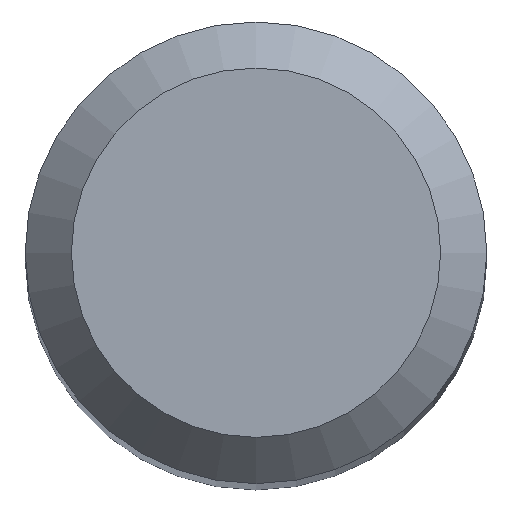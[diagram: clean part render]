
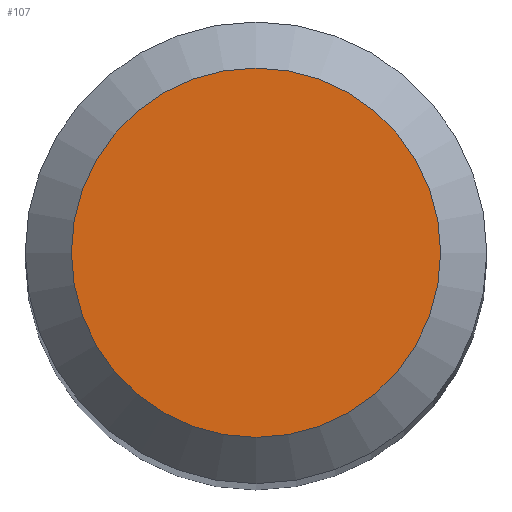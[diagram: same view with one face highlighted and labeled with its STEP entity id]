
A CAD part, top view. The second image highlights one B-rep face of the part: STEP entity #107.
In plain terms, the highlighted planar face has unit normal (0, 0, 1).
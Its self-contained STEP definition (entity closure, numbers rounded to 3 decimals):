
#107=ADVANCED_FACE('',(#115),#111,.T.);
#111=PLANE('',#347);
#115=FACE_OUTER_BOUND('',#131,.T.);
#131=EDGE_LOOP('',(#147));
#147=ORIENTED_EDGE('',*,*,#163,.T.);
#155=VERTEX_POINT('',#493);
#163=EDGE_CURVE('',#155,#155,#180,.T.);
#180=CIRCLE('',#345,4.);
#345=AXIS2_PLACEMENT_3D('',#492,#406,#407);
#347=AXIS2_PLACEMENT_3D('',#495,#410,#411);
#406=DIRECTION('',(0.,0.,1.));
#407=DIRECTION('',(1.,0.,0.));
#410=DIRECTION('',(0.,0.,1.));
#411=DIRECTION('',(1.,0.,0.));
#492=CARTESIAN_POINT('',(0.,0.,0.));
#493=CARTESIAN_POINT('',(4.,0.,0.));
#495=CARTESIAN_POINT('',(0.,0.,0.));
